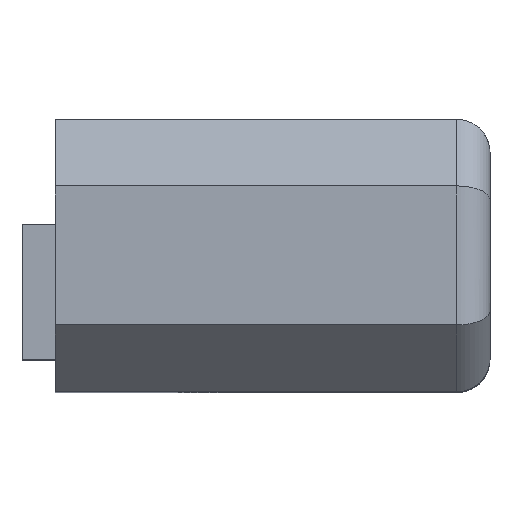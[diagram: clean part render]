
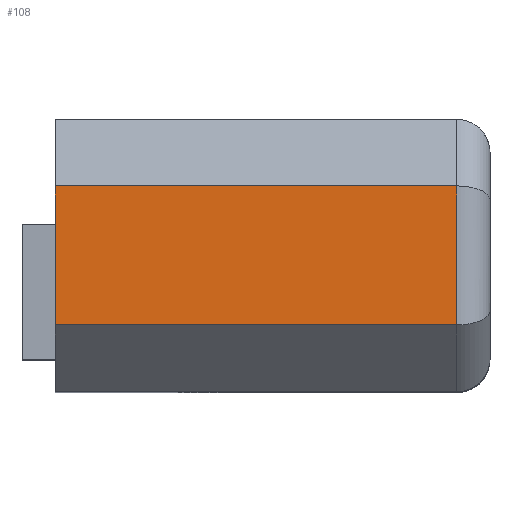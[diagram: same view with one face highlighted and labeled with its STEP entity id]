
A CAD part, top view. The second image highlights one B-rep face of the part: STEP entity #108.
In plain terms, the highlighted planar face has unit normal (0, 0, 1).
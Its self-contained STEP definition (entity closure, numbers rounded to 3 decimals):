
#60 = DIRECTION ( 'NONE',  ( 0., 1., 0. ) ) ;
#94 = VERTEX_POINT ( 'NONE', #1581 ) ;
#108 = ADVANCED_FACE ( 'NONE', ( #976 ), #644, .F. ) ;
#147 = CARTESIAN_POINT ( 'NONE',  ( 70., 33.126, 81.664 ) ) ;
#149 = EDGE_CURVE ( 'NONE', #94, #1291, #214, .T. ) ;
#210 = LINE ( 'NONE', #1444, #600 ) ;
#214 = LINE ( 'NONE', #830, #499 ) ;
#219 = ORIENTED_EDGE ( 'NONE', *, *, #149, .T. ) ;
#228 = DIRECTION ( 'NONE',  ( 0., -1., 0. ) ) ;
#325 = DIRECTION ( 'NONE',  ( 1., 0., 0. ) ) ;
#494 = ORIENTED_EDGE ( 'NONE', *, *, #1667, .T. ) ;
#499 = VECTOR ( 'NONE', #946, 1000. ) ;
#517 = EDGE_CURVE ( 'NONE', #1291, #1157, #210, .T. ) ;
#600 = VECTOR ( 'NONE', #228, 1000. ) ;
#633 = VECTOR ( 'NONE', #325, 1000. ) ;
#644 = PLANE ( 'NONE',  #824 ) ;
#655 = CARTESIAN_POINT ( 'NONE',  ( 65., 53.904, 81.664 ) ) ;
#758 = CARTESIAN_POINT ( 'NONE',  ( 5., 53.904, 81.664 ) ) ;
#824 = AXIS2_PLACEMENT_3D ( 'NONE', #1411, #1736, #1435 ) ;
#830 = CARTESIAN_POINT ( 'NONE',  ( 70., 53.904, 81.664 ) ) ;
#862 = CARTESIAN_POINT ( 'NONE',  ( 65., 33.126, 81.664 ) ) ;
#877 = EDGE_LOOP ( 'NONE', ( #1774, #494, #219, #1968 ) ) ;
#946 = DIRECTION ( 'NONE',  ( -1., 0., 0. ) ) ;
#976 = FACE_OUTER_BOUND ( 'NONE', #877, .T. ) ;
#1011 = EDGE_CURVE ( 'NONE', #1157, #1397, #1533, .T. ) ;
#1157 = VERTEX_POINT ( 'NONE', #1898 ) ;
#1185 = VECTOR ( 'NONE', #60, 1000. ) ;
#1291 = VERTEX_POINT ( 'NONE', #758 ) ;
#1397 = VERTEX_POINT ( 'NONE', #862 ) ;
#1411 = CARTESIAN_POINT ( 'NONE',  ( 70., 63.904, 81.664 ) ) ;
#1435 = DIRECTION ( 'NONE',  ( 0., 1., 0. ) ) ;
#1444 = CARTESIAN_POINT ( 'NONE',  ( 5., 63.904, 81.664 ) ) ;
#1533 = LINE ( 'NONE', #147, #633 ) ;
#1581 = CARTESIAN_POINT ( 'NONE',  ( 65., 53.904, 81.664 ) ) ;
#1667 = EDGE_CURVE ( 'NONE', #1397, #94, #1721, .T. ) ;
#1721 = LINE ( 'NONE', #655, #1185 ) ;
#1736 = DIRECTION ( 'NONE',  ( 0., 0., -1. ) ) ;
#1774 = ORIENTED_EDGE ( 'NONE', *, *, #1011, .T. ) ;
#1898 = CARTESIAN_POINT ( 'NONE',  ( 5., 33.126, 81.664 ) ) ;
#1968 = ORIENTED_EDGE ( 'NONE', *, *, #517, .T. ) ;
